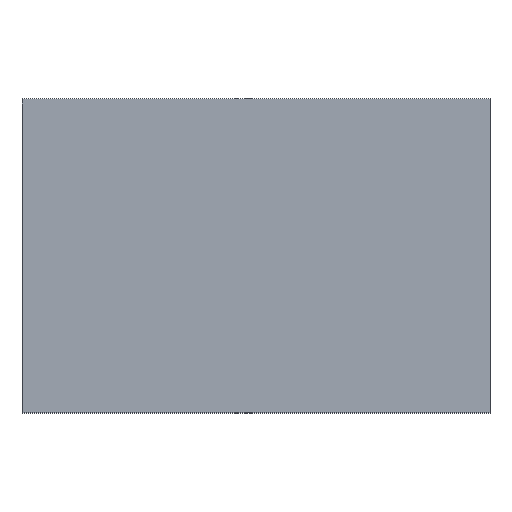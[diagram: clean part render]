
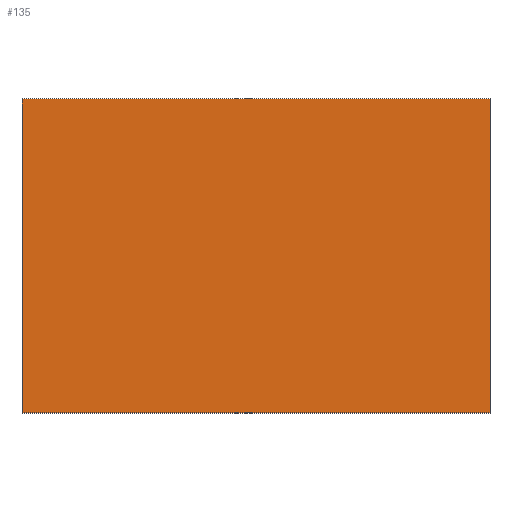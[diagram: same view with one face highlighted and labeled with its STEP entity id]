
A CAD part, top view. The second image highlights one B-rep face of the part: STEP entity #135.
In plain terms, the highlighted planar face has unit normal (0, 0, 1).
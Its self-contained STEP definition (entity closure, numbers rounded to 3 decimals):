
#5 = VECTOR ( 'NONE', #127, 1000. ) ;
#29 = EDGE_CURVE ( 'NONE', #162, #178, #41, .T. ) ;
#36 = FACE_OUTER_BOUND ( 'NONE', #65, .T. ) ;
#41 = LINE ( 'NONE', #79, #225 ) ;
#42 = CARTESIAN_POINT ( 'NONE',  ( 0., 61., 34. ) ) ;
#48 = CARTESIAN_POINT ( 'NONE',  ( 0., 0., 34. ) ) ;
#53 = VECTOR ( 'NONE', #185, 1000. ) ;
#59 = CARTESIAN_POINT ( 'NONE',  ( 0., 0., 34. ) ) ;
#60 = VERTEX_POINT ( 'NONE', #136 ) ;
#62 = PLANE ( 'NONE',  #229 ) ;
#63 = ORIENTED_EDGE ( 'NONE', *, *, #205, .T. ) ;
#65 = EDGE_LOOP ( 'NONE', ( #63, #213, #211, #132 ) ) ;
#77 = LINE ( 'NONE', #59, #120 ) ;
#79 = CARTESIAN_POINT ( 'NONE',  ( 0., 61., 34. ) ) ;
#90 = CARTESIAN_POINT ( 'NONE',  ( 91., 0., 34. ) ) ;
#98 = DIRECTION ( 'NONE',  ( -1., 0., 0. ) ) ;
#99 = VERTEX_POINT ( 'NONE', #131 ) ;
#100 = EDGE_CURVE ( 'NONE', #99, #60, #77, .T. ) ;
#102 = LINE ( 'NONE', #166, #53 ) ;
#120 = VECTOR ( 'NONE', #192, 1000. ) ;
#127 = DIRECTION ( 'NONE',  ( 0., 1., 0. ) ) ;
#131 = CARTESIAN_POINT ( 'NONE',  ( 0., 0., 34. ) ) ;
#132 = ORIENTED_EDGE ( 'NONE', *, *, #29, .T. ) ;
#135 = ADVANCED_FACE ( 'NONE', ( #36 ), #62, .F. ) ;
#136 = CARTESIAN_POINT ( 'NONE',  ( 91., 0., 34. ) ) ;
#148 = CARTESIAN_POINT ( 'NONE',  ( 91., 61., 34. ) ) ;
#155 = DIRECTION ( 'NONE',  ( -1., 0., 0. ) ) ;
#157 = LINE ( 'NONE', #90, #5 ) ;
#162 = VERTEX_POINT ( 'NONE', #148 ) ;
#166 = CARTESIAN_POINT ( 'NONE',  ( 0., 0., 34. ) ) ;
#178 = VERTEX_POINT ( 'NONE', #42 ) ;
#185 = DIRECTION ( 'NONE',  ( 0., -1., 0. ) ) ;
#192 = DIRECTION ( 'NONE',  ( 1., 0., 0. ) ) ;
#193 = DIRECTION ( 'NONE',  ( 0., 0., -1. ) ) ;
#201 = EDGE_CURVE ( 'NONE', #60, #162, #157, .T. ) ;
#205 = EDGE_CURVE ( 'NONE', #178, #99, #102, .T. ) ;
#211 = ORIENTED_EDGE ( 'NONE', *, *, #201, .T. ) ;
#213 = ORIENTED_EDGE ( 'NONE', *, *, #100, .T. ) ;
#225 = VECTOR ( 'NONE', #98, 1000. ) ;
#229 = AXIS2_PLACEMENT_3D ( 'NONE', #48, #193, #155 ) ;
